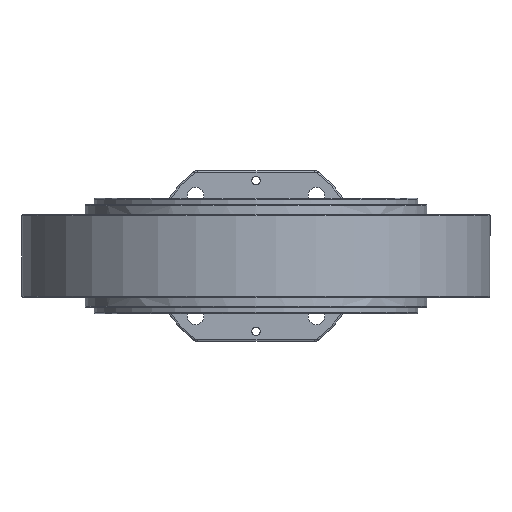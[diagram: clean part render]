
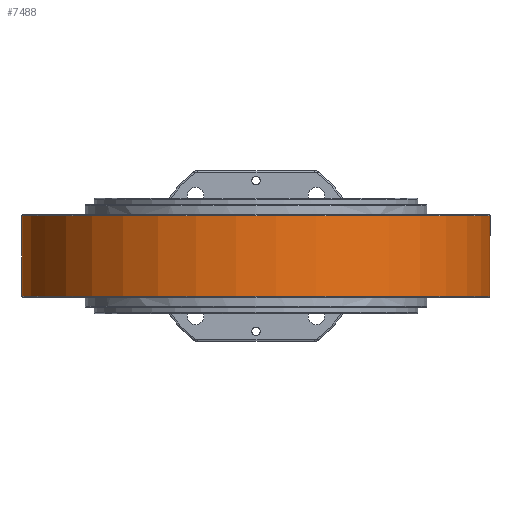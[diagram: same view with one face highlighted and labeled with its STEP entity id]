
A CAD part, front view. The second image highlights one B-rep face of the part: STEP entity #7488.
In plain terms, the highlighted cylindrical face has radius 140 mm (diameter 280 mm), a partial arc.
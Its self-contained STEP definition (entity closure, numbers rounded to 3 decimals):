
#444=CYLINDRICAL_SURFACE('',#8274,140.);
#1108=FACE_OUTER_BOUND('',#1540,.T.);
#1540=EDGE_LOOP('',(#6025,#6026,#6027,#6028));
#1942=CIRCLE('',#8015,140.);
#1964=CIRCLE('',#8053,140.);
#2569=LINE('',#13577,#3023);
#2571=LINE('',#13580,#3025);
#3023=VECTOR('',#9869,10.);
#3025=VECTOR('',#9873,10.);
#3477=VERTEX_POINT('',#12558);
#3478=VERTEX_POINT('',#12562);
#3506=VERTEX_POINT('',#12718);
#3507=VERTEX_POINT('',#12722);
#4217=EDGE_CURVE('',#3478,#3477,#1942,.T.);
#4267=EDGE_CURVE('',#3507,#3506,#1964,.T.);
#4518=EDGE_CURVE('',#3477,#3507,#2569,.T.);
#4520=EDGE_CURVE('',#3506,#3478,#2571,.T.);
#6025=ORIENTED_EDGE('',*,*,#4217,.F.);
#6026=ORIENTED_EDGE('',*,*,#4520,.F.);
#6027=ORIENTED_EDGE('',*,*,#4267,.F.);
#6028=ORIENTED_EDGE('',*,*,#4518,.F.);
#7488=ADVANCED_FACE('',(#1108),#444,.T.);
#8015=AXIS2_PLACEMENT_3D('',#12564,#9215,#9216);
#8053=AXIS2_PLACEMENT_3D('',#12724,#9310,#9311);
#8274=AXIS2_PLACEMENT_3D('',#13579,#9871,#9872);
#9215=DIRECTION('center_axis',(0.,0.,1.));
#9216=DIRECTION('ref_axis',(0.,-1.,0.));
#9310=DIRECTION('center_axis',(0.,0.,-1.));
#9311=DIRECTION('ref_axis',(0.,-1.,0.));
#9869=DIRECTION('',(0.,0.,-1.));
#9871=DIRECTION('center_axis',(0.,0.,1.));
#9872=DIRECTION('ref_axis',(0.,-1.,0.));
#9873=DIRECTION('',(0.,0.,1.));
#12558=CARTESIAN_POINT('',(84.652,111.508,24.));
#12562=CARTESIAN_POINT('',(-84.652,111.508,24.));
#12564=CARTESIAN_POINT('Origin',(0.,0.,24.));
#12718=CARTESIAN_POINT('',(-84.652,111.508,-24.));
#12722=CARTESIAN_POINT('',(84.652,111.508,-24.));
#12724=CARTESIAN_POINT('Origin',(0.,0.,-24.));
#13577=CARTESIAN_POINT('',(84.652,111.508,0.));
#13579=CARTESIAN_POINT('Origin',(0.,0.,0.));
#13580=CARTESIAN_POINT('',(-84.652,111.508,0.));
